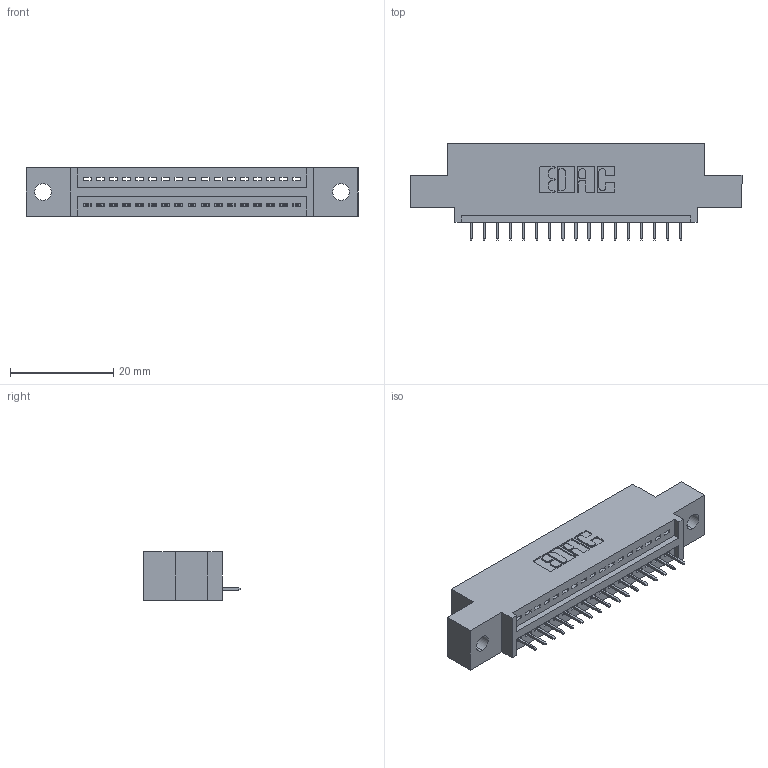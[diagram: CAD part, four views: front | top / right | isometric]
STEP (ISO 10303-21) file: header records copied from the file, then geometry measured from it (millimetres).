
FILE_DESCRIPTION (( 'STEP AP203' ), '1' );
FILE_NAME ('845-017-525-402.STEP', '2020-09-22T18:53:09', ( '' ), ( '' ), 'SwSTEP 2.0', 'SolidWorks 2020', '' );
FILE_SCHEMA (( 'CONFIG_CONTROL_DESIGN' ));
Length unit declared in the file: inch
Products named in the file (3): 845 Part_0.110 Offset - 0.128 Dia; 845-017-525-402; 345-292-001_345-293-125
Assembly tree (18 placements, depth 2):
  845-017-525-402
    845 Part_0.110 Offset - 0.128 Dia
    345-292-001_345-293-125  x17
Bounding box: 64.39 x 18.72 x 9.4 mm (x, y, z)
Volume: 5731.5 mm3; surface area: 6855.8 mm2
Topology: 18 solids, 18 shells, 1184 faces, 3413 edges, 2206 vertices
Faces by surface type: plane 866, cylinder 318
Entity records: 16369 total; most frequent: CARTESIAN_POINT 2843, ORIENTED_EDGE 2794, DIRECTION 2519, EDGE_CURVE 1397, VECTOR 1201, LINE 1201, VERTEX_POINT 926, AXIS2_PLACEMENT_3D 659
